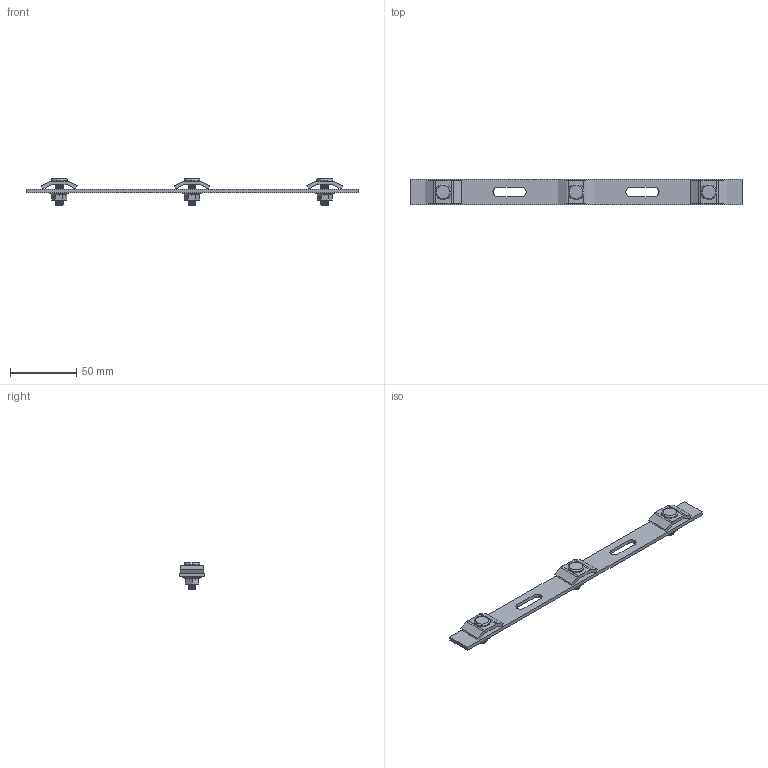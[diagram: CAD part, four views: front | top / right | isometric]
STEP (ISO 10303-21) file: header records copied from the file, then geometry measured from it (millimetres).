
FILE_DESCRIPTION (( 'STEP AP203' ), '1' );
FILE_NAME ('00406525.STEP', '2021-07-08T02:48:01', ( '' ), ( '' ), 'SwSTEP 2.0', 'SolidWorks 2020', '' );
FILE_SCHEMA (( 'CONFIG_CONTROL_DESIGN' ));
Length unit declared in the file: millimetre
Products named in the file (1): 00406525
Bounding box: 250 x 19 x 20 mm (x, y, z)
Volume: 17783.9 mm3; surface area: 17679.3 mm2
Topology: 10 solids, 10 shells, 343 faces, 897 edges, 580 vertices
Faces by surface type: cylinder 162, plane 106, cone 51, torus 12, bspline 12
Entity records: 20041 total; most frequent: CARTESIAN_POINT 12384, ORIENTED_EDGE 1794, DIRECTION 1360, EDGE_CURVE 897, VERTEX_POINT 580, AXIS2_PLACEMENT_3D 485, LINE 390, VECTOR 390
